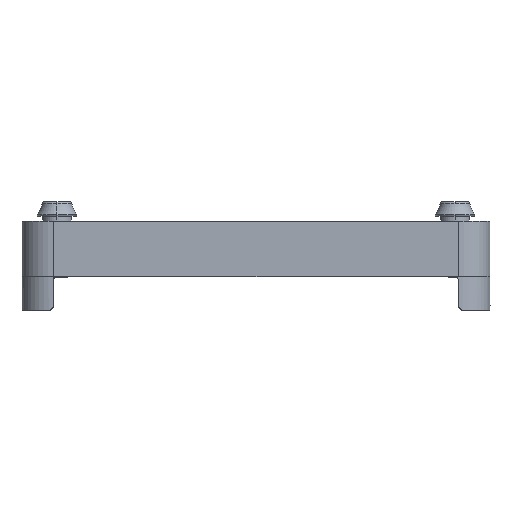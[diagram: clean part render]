
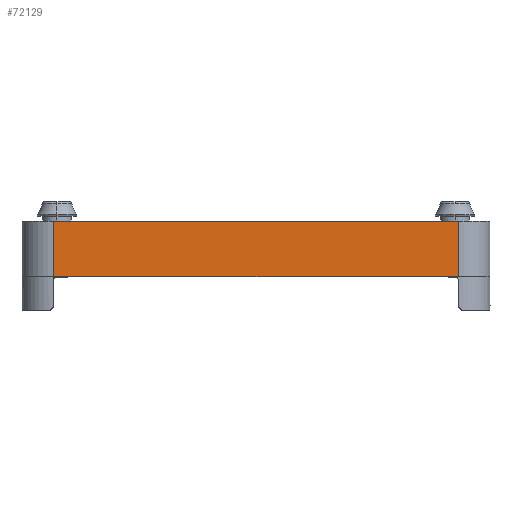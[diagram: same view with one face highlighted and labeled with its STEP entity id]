
A CAD part, left-side view. The second image highlights one B-rep face of the part: STEP entity #72129.
In plain terms, the highlighted planar face has unit normal (-1, 0, 0).
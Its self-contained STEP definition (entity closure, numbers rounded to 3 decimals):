
#1242=CARTESIAN_POINT('',(-48.5,41.964,-2.0));
#1243=VERTEX_POINT('',#1242);
#5605=CARTESIAN_POINT('',(-48.5,-41.964,-2.0));
#5606=VERTEX_POINT('',#5605);
#5614=CARTESIAN_POINT('',(-48.5,-41.964,-2.0));
#5615=DIRECTION('',(0.0,1.0,0.0));
#5616=VECTOR('',#5615,83.928);
#5617=LINE('',#5614,#5616);
#5618=EDGE_CURVE('',#5606,#1243,#5617,.T.);
#70216=CARTESIAN_POINT('',(-48.5,-42.,-2.0));
#70217=VERTEX_POINT('',#70216);
#70225=CARTESIAN_POINT('',(-48.5,-42.,-2.0));
#70226=DIRECTION('',(0.,1.0,0.0));
#70227=VECTOR('',#70226,0.036);
#70228=LINE('',#70225,#70227);
#70229=EDGE_CURVE('',#70217,#5606,#70228,.T.);
#70490=CARTESIAN_POINT('',(-48.5,42.,-2.0));
#70491=VERTEX_POINT('',#70490);
#70509=CARTESIAN_POINT('',(-48.5,41.964,-2.0));
#70510=DIRECTION('',(0.0,1.0,0.0));
#70511=VECTOR('',#70510,0.036);
#70512=LINE('',#70509,#70511);
#70513=EDGE_CURVE('',#1243,#70491,#70512,.T.);
#72097=CARTESIAN_POINT('',(-48.5,-42.,-2.0));
#72098=DIRECTION('',(-1.0,0.0,0.0));
#72099=DIRECTION('',(0.0,0.0,1.0));
#72100=AXIS2_PLACEMENT_3D('',#72097,#72098,#72099);
#72101=PLANE('',#72100);
#72102=CARTESIAN_POINT('',(-48.5,-42.,9.5));
#72103=VERTEX_POINT('',#72102);
#72104=CARTESIAN_POINT('',(-48.5,-42.,-2.0));
#72105=DIRECTION('',(0.0,0.0,1.0));
#72106=VECTOR('',#72105,11.5);
#72107=LINE('',#72104,#72106);
#72108=EDGE_CURVE('',#70217,#72103,#72107,.T.);
#72109=ORIENTED_EDGE('',*,*,#72108,.T.);
#72110=CARTESIAN_POINT('',(-48.5,42.,9.5));
#72111=VERTEX_POINT('',#72110);
#72112=CARTESIAN_POINT('',(-48.5,-42.,9.5));
#72113=DIRECTION('',(0.0,1.0,0.0));
#72114=VECTOR('',#72113,84.0);
#72115=LINE('',#72112,#72114);
#72116=EDGE_CURVE('',#72103,#72111,#72115,.T.);
#72117=ORIENTED_EDGE('',*,*,#72116,.T.);
#72118=CARTESIAN_POINT('',(-48.5,42.,-2.0));
#72119=DIRECTION('',(0.0,0.0,1.0));
#72120=VECTOR('',#72119,11.5);
#72121=LINE('',#72118,#72120);
#72122=EDGE_CURVE('',#70491,#72111,#72121,.T.);
#72123=ORIENTED_EDGE('',*,*,#72122,.F.);
#72124=ORIENTED_EDGE('',*,*,#70513,.F.);
#72125=ORIENTED_EDGE('',*,*,#5618,.F.);
#72126=ORIENTED_EDGE('',*,*,#70229,.F.);
#72127=EDGE_LOOP('',(#72109,#72117,#72123,#72124,#72125,#72126));
#72128=FACE_OUTER_BOUND('',#72127,.T.);
#72129=ADVANCED_FACE('',(#72128),#72101,.T.);
